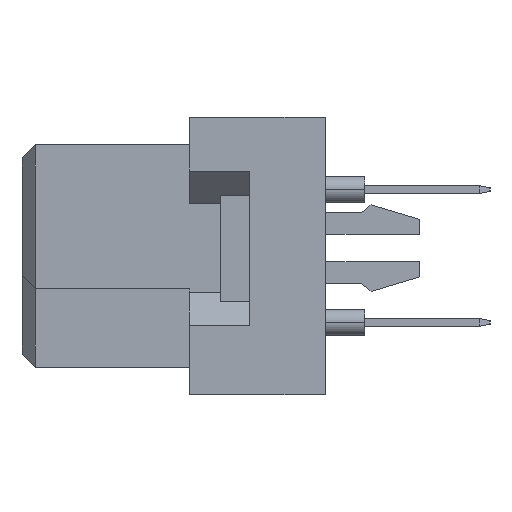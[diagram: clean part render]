
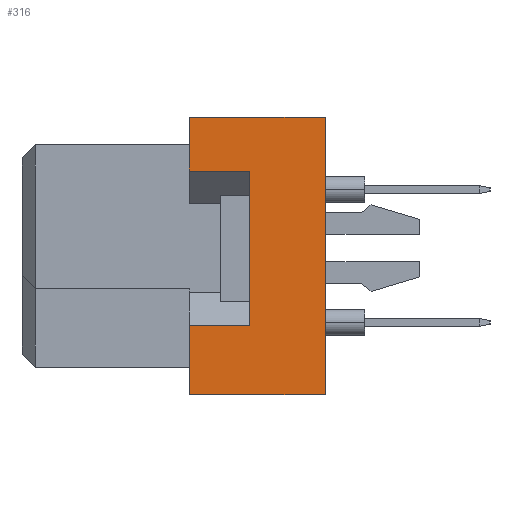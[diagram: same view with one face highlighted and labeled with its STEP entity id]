
A CAD part, left-side view. The second image highlights one B-rep face of the part: STEP entity #316.
In plain terms, the highlighted planar face has unit normal (-1, 0, 0).
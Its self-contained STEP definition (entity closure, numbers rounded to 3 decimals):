
#51 = VECTOR ( 'NONE', #9466, 1000. ) ;
#316 = ADVANCED_FACE ( 'NONE', ( #17303 ), #2309, .T. ) ;
#763 = LINE ( 'NONE', #2377, #20406 ) ;
#1079 = EDGE_LOOP ( 'NONE', ( #15586, #11475, #8139, #4900, #2726, #17711, #8053, #13080 ) ) ;
#1309 = VERTEX_POINT ( 'NONE', #14862 ) ;
#1936 = VERTEX_POINT ( 'NONE', #2315 ) ;
#2309 = PLANE ( 'NONE',  #5058 ) ;
#2315 = CARTESIAN_POINT ( 'NONE',  ( -27.5, -6.4, -2.65 ) ) ;
#2326 = EDGE_CURVE ( 'NONE', #7367, #17474, #763, .T. ) ;
#2377 = CARTESIAN_POINT ( 'NONE',  ( -27.5, -8.7, -2.65 ) ) ;
#2689 = CARTESIAN_POINT ( 'NONE',  ( -27.5, -6.4, -5.3 ) ) ;
#2726 = ORIENTED_EDGE ( 'NONE', *, *, #17098, .T. ) ;
#2751 = VERTEX_POINT ( 'NONE', #20655 ) ;
#2865 = VERTEX_POINT ( 'NONE', #8108 ) ;
#3746 = EDGE_CURVE ( 'NONE', #18105, #1309, #9572, .T. ) ;
#4439 = CARTESIAN_POINT ( 'NONE',  ( -27.5, -8.7, 3.25 ) ) ;
#4473 = VECTOR ( 'NONE', #10149, 1000. ) ;
#4680 = EDGE_CURVE ( 'NONE', #1309, #1936, #9939, .T. ) ;
#4695 = EDGE_CURVE ( 'NONE', #7367, #1936, #14859, .T. ) ;
#4900 = ORIENTED_EDGE ( 'NONE', *, *, #20610, .T. ) ;
#4914 = CARTESIAN_POINT ( 'NONE',  ( -27.5, -8.7, -2.65 ) ) ;
#5005 = VECTOR ( 'NONE', #5803, 1000. ) ;
#5058 = AXIS2_PLACEMENT_3D ( 'NONE', #7330, #18700, #13864 ) ;
#5803 = DIRECTION ( 'NONE',  ( 0., 1., 0. ) ) ;
#6127 = CARTESIAN_POINT ( 'NONE',  ( -27.5, -11.6, 5.3 ) ) ;
#6586 = CARTESIAN_POINT ( 'NONE',  ( -27.5, -11.6, -5.3 ) ) ;
#6946 = CARTESIAN_POINT ( 'NONE',  ( -27.5, -6.4, -5.3 ) ) ;
#7005 = VECTOR ( 'NONE', #10949, 1000. ) ;
#7120 = CARTESIAN_POINT ( 'NONE',  ( -27.5, -8.7, -2.65 ) ) ;
#7265 = VERTEX_POINT ( 'NONE', #9609 ) ;
#7285 = DIRECTION ( 'NONE',  ( 0., 0., 1. ) ) ;
#7330 = CARTESIAN_POINT ( 'NONE',  ( -27.5, -11.6, 5.3 ) ) ;
#7367 = VERTEX_POINT ( 'NONE', #7120 ) ;
#7533 = VECTOR ( 'NONE', #13368, 1000. ) ;
#8053 = ORIENTED_EDGE ( 'NONE', *, *, #18847, .F. ) ;
#8108 = CARTESIAN_POINT ( 'NONE',  ( -27.5, -6.4, 3.25 ) ) ;
#8139 = ORIENTED_EDGE ( 'NONE', *, *, #3746, .F. ) ;
#9466 = DIRECTION ( 'NONE',  ( 0., 1., 0. ) ) ;
#9572 = LINE ( 'NONE', #13095, #51 ) ;
#9609 = CARTESIAN_POINT ( 'NONE',  ( -27.5, -6.4, 5.3 ) ) ;
#9939 = LINE ( 'NONE', #6946, #7533 ) ;
#10049 = VECTOR ( 'NONE', #15285, 1000. ) ;
#10149 = DIRECTION ( 'NONE',  ( 0., 1., 0. ) ) ;
#10461 = CARTESIAN_POINT ( 'NONE',  ( -27.5, -11.6, 5.3 ) ) ;
#10819 = EDGE_CURVE ( 'NONE', #2865, #7265, #17364, .T. ) ;
#10949 = DIRECTION ( 'NONE',  ( 0., 1., 0. ) ) ;
#11475 = ORIENTED_EDGE ( 'NONE', *, *, #4680, .F. ) ;
#12416 = DIRECTION ( 'NONE',  ( 0., 0., 1. ) ) ;
#12557 = LINE ( 'NONE', #4439, #7005 ) ;
#12709 = VECTOR ( 'NONE', #12416, 1000. ) ;
#13080 = ORIENTED_EDGE ( 'NONE', *, *, #2326, .F. ) ;
#13095 = CARTESIAN_POINT ( 'NONE',  ( -27.5, -11.6, -5.3 ) ) ;
#13368 = DIRECTION ( 'NONE',  ( 0., 0., 1. ) ) ;
#13864 = DIRECTION ( 'NONE',  ( 0., 0., 1. ) ) ;
#14045 = LINE ( 'NONE', #6127, #5005 ) ;
#14859 = LINE ( 'NONE', #4914, #4473 ) ;
#14862 = CARTESIAN_POINT ( 'NONE',  ( -27.5, -6.4, -5.3 ) ) ;
#15285 = DIRECTION ( 'NONE',  ( 0., 0., 1. ) ) ;
#15586 = ORIENTED_EDGE ( 'NONE', *, *, #4695, .T. ) ;
#15736 = CARTESIAN_POINT ( 'NONE',  ( -27.5, -8.7, 3.25 ) ) ;
#17098 = EDGE_CURVE ( 'NONE', #2751, #7265, #14045, .T. ) ;
#17108 = LINE ( 'NONE', #10461, #10049 ) ;
#17303 = FACE_OUTER_BOUND ( 'NONE', #1079, .T. ) ;
#17364 = LINE ( 'NONE', #2689, #12709 ) ;
#17474 = VERTEX_POINT ( 'NONE', #15736 ) ;
#17711 = ORIENTED_EDGE ( 'NONE', *, *, #10819, .F. ) ;
#18105 = VERTEX_POINT ( 'NONE', #6586 ) ;
#18700 = DIRECTION ( 'NONE',  ( -1., 0., 0. ) ) ;
#18847 = EDGE_CURVE ( 'NONE', #17474, #2865, #12557, .T. ) ;
#20406 = VECTOR ( 'NONE', #7285, 1000. ) ;
#20610 = EDGE_CURVE ( 'NONE', #18105, #2751, #17108, .T. ) ;
#20655 = CARTESIAN_POINT ( 'NONE',  ( -27.5, -11.6, 5.3 ) ) ;
